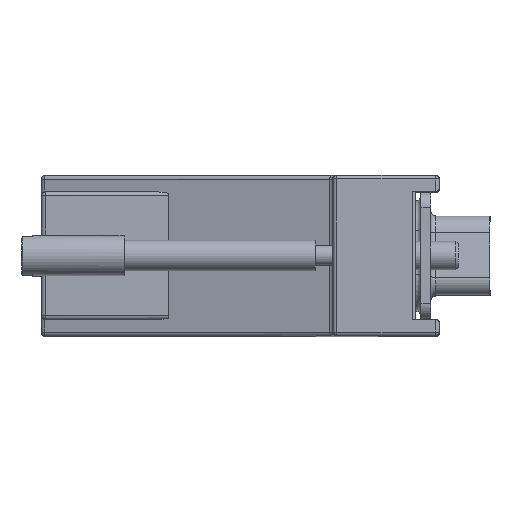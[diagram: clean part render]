
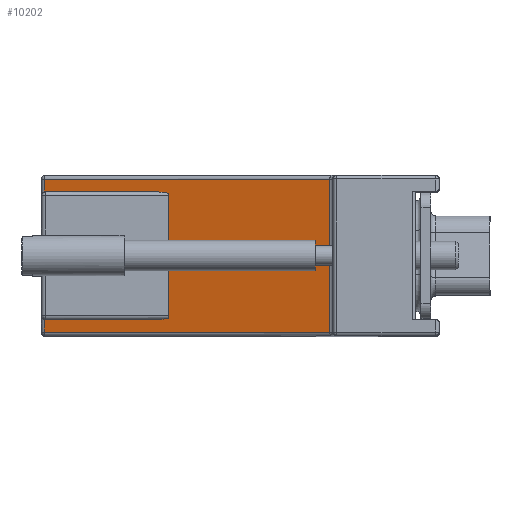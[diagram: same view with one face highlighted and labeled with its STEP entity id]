
A CAD part, top view. The second image highlights one B-rep face of the part: STEP entity #10202.
In plain terms, the highlighted planar face has unit normal (-0.255, 0, 0.967).
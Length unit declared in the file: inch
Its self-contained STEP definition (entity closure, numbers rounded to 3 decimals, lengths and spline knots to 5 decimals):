
#10060 = VERTEX_POINT ( 'NONE', #17345 ) ;
#10061 = ORIENTED_EDGE ( 'NONE', *, *, #10062, .T. ) ;
#10062 = EDGE_CURVE ( 'NONE', #10060, #10281, #17393, .T. ) ;
#10102 = VERTEX_POINT ( 'NONE', #17459 ) ;
#10103 = ORIENTED_EDGE ( 'NONE', *, *, #10104, .T. ) ;
#10104 = EDGE_CURVE ( 'NONE', #10102, #10105, #17461, .T. ) ;
#10105 = VERTEX_POINT ( 'NONE', #17491 ) ;
#10106 = ORIENTED_EDGE ( 'NONE', *, *, #10107, .T. ) ;
#10107 = EDGE_CURVE ( 'NONE', #10105, #10108, #17495, .T. ) ;
#10108 = VERTEX_POINT ( 'NONE', #17426 ) ;
#10109 = ORIENTED_EDGE ( 'NONE', *, *, #10110, .T. ) ;
#10110 = EDGE_CURVE ( 'NONE', #10108, #10111, #17497, .T. ) ;
#10111 = VERTEX_POINT ( 'NONE', #17496 ) ;
#10112 = ORIENTED_EDGE ( 'NONE', *, *, #10113, .F. ) ;
#10113 = EDGE_CURVE ( 'NONE', #10060, #10111, #17468, .T. ) ;
#10186 = ORIENTED_EDGE ( 'NONE', *, *, #10187, .T. ) ;
#10187 = EDGE_CURVE ( 'NONE', #10204, #10197, #17585, .T. ) ;
#10197 = VERTEX_POINT ( 'NONE', #17591 ) ;
#10198 = EDGE_LOOP ( 'NONE', ( #10199, #10343, #10186, #10210, #10211, #10203, #10345, #10103, #10106, #10109, #10112, #10061 ) ) ;
#10199 = ORIENTED_EDGE ( 'NONE', *, *, #10280, .T. ) ;
#10202 = ADVANCED_FACE ( 'NONE', ( #17620 ), #17618, .F. ) ;
#10203 = ORIENTED_EDGE ( 'NONE', *, *, #10331, .T. ) ;
#10204 = VERTEX_POINT ( 'NONE', #17619 ) ;
#10208 = EDGE_CURVE ( 'NONE', #10209, #10102, #17637, .T. ) ;
#10209 = VERTEX_POINT ( 'NONE', #17633 ) ;
#10210 = ORIENTED_EDGE ( 'NONE', *, *, #10352, .T. ) ;
#10211 = ORIENTED_EDGE ( 'NONE', *, *, #10346, .T. ) ;
#10280 = EDGE_CURVE ( 'NONE', #10281, #10335, #17745, .T. ) ;
#10281 = VERTEX_POINT ( 'NONE', #17775 ) ;
#10313 = VERTEX_POINT ( 'NONE', #17670 ) ;
#10331 = EDGE_CURVE ( 'NONE', #10313, #10209, #17798, .T. ) ;
#10335 = VERTEX_POINT ( 'NONE', #17811 ) ;
#10343 = ORIENTED_EDGE ( 'NONE', *, *, #10344, .T. ) ;
#10344 = EDGE_CURVE ( 'NONE', #10335, #10204, #17790, .T. ) ;
#10345 = ORIENTED_EDGE ( 'NONE', *, *, #10208, .T. ) ;
#10346 = EDGE_CURVE ( 'NONE', #10353, #10313, #17850, .T. ) ;
#10352 = EDGE_CURVE ( 'NONE', #10197, #10353, #17831, .T. ) ;
#10353 = VERTEX_POINT ( 'NONE', #17827 ) ;
#17345 = CARTESIAN_POINT ( 'NONE',  ( -0.851, -0.24428, 0.67079 ) ) ;
#17363 = CARTESIAN_POINT ( 'NONE',  ( -0.851, -0.24428, 0.67079 ) ) ;
#17371 = CARTESIAN_POINT ( 'NONE',  ( -0.86198, -0.24796, 0.66789 ) ) ;
#17384 = CARTESIAN_POINT ( 'NONE',  ( -0.89572, -0.25, 0.659 ) ) ;
#17385 = CARTESIAN_POINT ( 'NONE',  ( -0.87796, -0.25, 0.66368 ) ) ;
#17393 =( BOUNDED_CURVE ( )  B_SPLINE_CURVE ( 3, ( #17363, #17371, #17385, #17384 ),
 .UNSPECIFIED., .F., .T. ) 
 B_SPLINE_CURVE_WITH_KNOTS ( ( 4, 4 ),
 ( 3.80847, 4.71239 ),
 .UNSPECIFIED. ) 
 CURVE ( )  GEOMETRIC_REPRESENTATION_ITEM ( )  RATIONAL_B_SPLINE_CURVE ( ( 1., 0.933, 0.933, 1. ) ) 
 REPRESENTATION_ITEM ( '' )  );
#17426 = CARTESIAN_POINT ( 'NONE',  ( -0.89572, 0.25, 0.659 ) ) ;
#17427 = CARTESIAN_POINT ( 'NONE',  ( -0.89572, 0.25, 0.659 ) ) ;
#17432 = CARTESIAN_POINT ( 'NONE',  ( -0.87796, 0.25, 0.66368 ) ) ;
#17442 = CARTESIAN_POINT ( 'NONE',  ( -1.33729, 0.25, 0.54261 ) ) ;
#17443 = CARTESIAN_POINT ( 'NONE',  ( -1.33857, 0.24983, 0.54228 ) ) ;
#17451 = CARTESIAN_POINT ( 'NONE',  ( -1.33982, 0.2495, 0.54195 ) ) ;
#17459 = CARTESIAN_POINT ( 'NONE',  ( -1.33982, 0.2495, 0.54195 ) ) ;
#17460 = CARTESIAN_POINT ( 'NONE',  ( -1.336, 0.25, 0.54295 ) ) ;
#17461 =( BOUNDED_CURVE ( )  B_SPLINE_CURVE ( 3, ( #17451, #17443, #17442, #17460 ),
 .UNSPECIFIED., .F., .T. ) 
 B_SPLINE_CURVE_WITH_KNOTS ( ( 4, 4 ),
 ( 4.45468, 4.71239 ),
 .UNSPECIFIED. ) 
 CURVE ( )  GEOMETRIC_REPRESENTATION_ITEM ( )  RATIONAL_B_SPLINE_CURVE ( ( 1., 0.994, 0.994, 1. ) ) 
 REPRESENTATION_ITEM ( '' )  );
#17465 = DIRECTION ( 'NONE',  ( 0., 1., 0. ) ) ;
#17466 = VECTOR ( 'NONE', #17465, 39.37008 ) ;
#17467 = CARTESIAN_POINT ( 'NONE',  ( -0.851, 0.315, 0.67079 ) ) ;
#17468 = LINE ( 'NONE', #17467, #17466 ) ;
#17491 = CARTESIAN_POINT ( 'NONE',  ( -1.336, 0.25, 0.54295 ) ) ;
#17492 = DIRECTION ( 'NONE',  ( 0.967, 0., 0.255 ) ) ;
#17493 = VECTOR ( 'NONE', #17492, 39.37008 ) ;
#17494 = CARTESIAN_POINT ( 'NONE',  ( -1.351, 0.25, 0.539 ) ) ;
#17495 = LINE ( 'NONE', #17494, #17493 ) ;
#17496 = CARTESIAN_POINT ( 'NONE',  ( -0.851, 0.24428, 0.67079 ) ) ;
#17497 =( BOUNDED_CURVE ( )  B_SPLINE_CURVE ( 3, ( #17427, #17432, #17506, #17505 ),
 .UNSPECIFIED., .F., .T. ) 
 B_SPLINE_CURVE_WITH_KNOTS ( ( 4, 4 ),
 ( 1.5708, 2.47471 ),
 .UNSPECIFIED. ) 
 CURVE ( )  GEOMETRIC_REPRESENTATION_ITEM ( )  RATIONAL_B_SPLINE_CURVE ( ( 1., 0.933, 0.933, 1. ) ) 
 REPRESENTATION_ITEM ( '' )  );
#17505 = CARTESIAN_POINT ( 'NONE',  ( -0.851, 0.24428, 0.67079 ) ) ;
#17506 = CARTESIAN_POINT ( 'NONE',  ( -0.86198, 0.24796, 0.66789 ) ) ;
#17582 = DIRECTION ( 'NONE',  ( 0., -1., 0. ) ) ;
#17583 = VECTOR ( 'NONE', #17582, 39.37008 ) ;
#17584 = CARTESIAN_POINT ( 'NONE',  ( -1.33982, 0.315, 0.54195 ) ) ;
#17585 = LINE ( 'NONE', #17584, #17583 ) ;
#17591 = CARTESIAN_POINT ( 'NONE',  ( -1.33982, -0.3, 0.54195 ) ) ;
#17614 = DIRECTION ( 'NONE',  ( -0.967, 0., -0.255 ) ) ;
#17615 = DIRECTION ( 'NONE',  ( 0.255, 0., -0.967 ) ) ;
#17616 = CARTESIAN_POINT ( 'NONE',  ( -1.351, 0.315, 0.539 ) ) ;
#17617 = AXIS2_PLACEMENT_3D ( 'NONE', #17616, #17615, #17614 ) ;
#17618 = PLANE ( 'NONE',  #17617 ) ;
#17619 = CARTESIAN_POINT ( 'NONE',  ( -1.33982, -0.2495, 0.54195 ) ) ;
#17620 = FACE_OUTER_BOUND ( 'NONE', #10198, .T. ) ;
#17633 = CARTESIAN_POINT ( 'NONE',  ( -1.33982, 0.3, 0.54195 ) ) ;
#17634 = DIRECTION ( 'NONE',  ( 0., -1., 0. ) ) ;
#17635 = VECTOR ( 'NONE', #17634, 39.37008 ) ;
#17636 = CARTESIAN_POINT ( 'NONE',  ( -1.33982, 0.315, 0.54195 ) ) ;
#17637 = LINE ( 'NONE', #17636, #17635 ) ;
#17670 = CARTESIAN_POINT ( 'NONE',  ( -0.22018, 0.3, 0.83705 ) ) ;
#17745 = LINE ( 'NONE', #17778, #17777 ) ;
#17775 = CARTESIAN_POINT ( 'NONE',  ( -0.89572, -0.25, 0.659 ) ) ;
#17776 = DIRECTION ( 'NONE',  ( -0.967, 0., -0.255 ) ) ;
#17777 = VECTOR ( 'NONE', #17776, 39.37008 ) ;
#17778 = CARTESIAN_POINT ( 'NONE',  ( -1.351, -0.25, 0.539 ) ) ;
#17790 =( BOUNDED_CURVE ( )  B_SPLINE_CURVE ( 3, ( #17854, #17853, #17852, #17851 ),
 .UNSPECIFIED., .F., .T. ) 
 B_SPLINE_CURVE_WITH_KNOTS ( ( 4, 4 ),
 ( 4.71239, 4.9701 ),
 .UNSPECIFIED. ) 
 CURVE ( )  GEOMETRIC_REPRESENTATION_ITEM ( )  RATIONAL_B_SPLINE_CURVE ( ( 1., 0.994, 0.994, 1. ) ) 
 REPRESENTATION_ITEM ( '' )  );
#17798 = LINE ( 'NONE', #17842, #17841 ) ;
#17811 = CARTESIAN_POINT ( 'NONE',  ( -1.336, -0.25, 0.54295 ) ) ;
#17827 = CARTESIAN_POINT ( 'NONE',  ( -0.22018, -0.3, 0.83705 ) ) ;
#17828 = DIRECTION ( 'NONE',  ( 0.967, 0., 0.255 ) ) ;
#17829 = VECTOR ( 'NONE', #17828, 39.37008 ) ;
#17830 = CARTESIAN_POINT ( 'NONE',  ( -1.351, -0.3, 0.539 ) ) ;
#17831 = LINE ( 'NONE', #17830, #17829 ) ;
#17840 = DIRECTION ( 'NONE',  ( -0.967, 0., -0.255 ) ) ;
#17841 = VECTOR ( 'NONE', #17840, 39.37008 ) ;
#17842 = CARTESIAN_POINT ( 'NONE',  ( -1.351, 0.3, 0.539 ) ) ;
#17847 = DIRECTION ( 'NONE',  ( 0., 1., 0. ) ) ;
#17848 = VECTOR ( 'NONE', #17847, 39.37008 ) ;
#17849 = CARTESIAN_POINT ( 'NONE',  ( -0.22018, 0.315, 0.83705 ) ) ;
#17850 = LINE ( 'NONE', #17849, #17848 ) ;
#17851 = CARTESIAN_POINT ( 'NONE',  ( -1.33982, -0.2495, 0.54195 ) ) ;
#17852 = CARTESIAN_POINT ( 'NONE',  ( -1.33857, -0.24983, 0.54228 ) ) ;
#17853 = CARTESIAN_POINT ( 'NONE',  ( -1.33729, -0.25, 0.54261 ) ) ;
#17854 = CARTESIAN_POINT ( 'NONE',  ( -1.336, -0.25, 0.54295 ) ) ;
